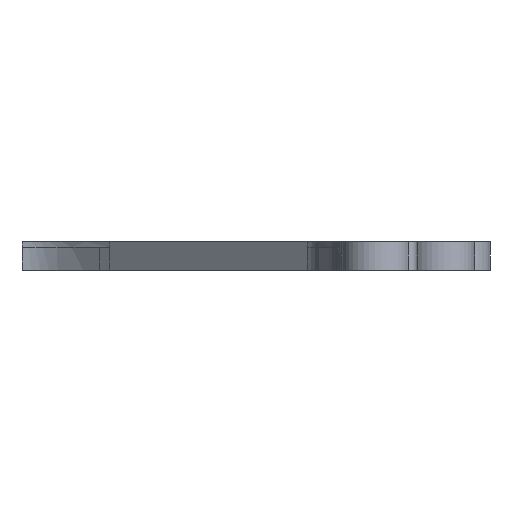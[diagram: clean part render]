
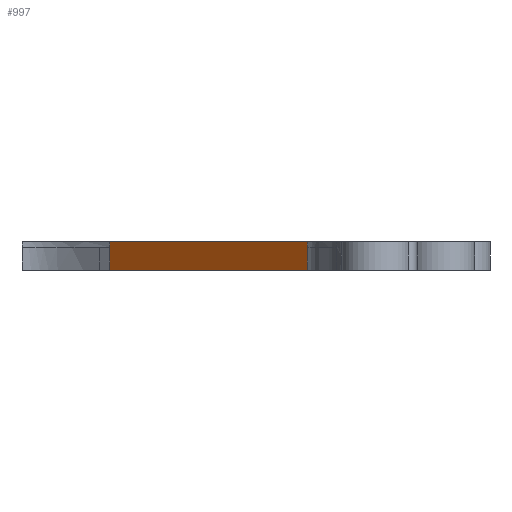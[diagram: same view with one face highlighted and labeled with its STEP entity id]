
A CAD part, left-side view. The second image highlights one B-rep face of the part: STEP entity #997.
In plain terms, the highlighted planar face has unit normal (-0.734, 0.679, 0).
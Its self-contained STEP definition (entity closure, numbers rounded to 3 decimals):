
#128=PLANE('',#1091);
#169=FACE_OUTER_BOUND('',#235,.T.);
#235=EDGE_LOOP('',(#761,#762,#763,#764,#765,#766));
#298=LINE('',#1644,#364);
#299=LINE('',#1674,#365);
#301=LINE('',#1688,#367);
#309=LINE('',#1789,#375);
#312=LINE('',#1826,#378);
#313=LINE('',#1827,#379);
#364=VECTOR('',#1170,10.);
#365=VECTOR('',#1171,10.);
#367=VECTOR('',#1175,10.);
#375=VECTOR('',#1243,10.);
#378=VECTOR('',#1248,10.);
#379=VECTOR('',#1249,10.);
#453=VERTEX_POINT('',#1616);
#454=VERTEX_POINT('',#1630);
#455=VERTEX_POINT('',#1661);
#457=VERTEX_POINT('',#1673);
#491=VERTEX_POINT('',#1778);
#494=VERTEX_POINT('',#1825);
#554=EDGE_CURVE('',#453,#454,#298,.T.);
#556=EDGE_CURVE('',#455,#457,#299,.T.);
#559=EDGE_CURVE('',#457,#454,#301,.T.);
#597=EDGE_CURVE('',#491,#455,#309,.T.);
#601=EDGE_CURVE('',#494,#491,#312,.T.);
#602=EDGE_CURVE('',#453,#494,#313,.T.);
#761=ORIENTED_EDGE('',*,*,#597,.F.);
#762=ORIENTED_EDGE('',*,*,#601,.F.);
#763=ORIENTED_EDGE('',*,*,#602,.F.);
#764=ORIENTED_EDGE('',*,*,#554,.T.);
#765=ORIENTED_EDGE('',*,*,#559,.F.);
#766=ORIENTED_EDGE('',*,*,#556,.F.);
#997=ADVANCED_FACE('',(#169),#128,.T.);
#1091=AXIS2_PLACEMENT_3D('',#1824,#1246,#1247);
#1170=DIRECTION('',(0.,0.,1.));
#1171=DIRECTION('',(0.,0.,1.));
#1175=DIRECTION('',(-0.679,-0.734,0.));
#1243=DIRECTION('',(0.,0.,1.));
#1246=DIRECTION('center_axis',(-0.734,0.679,0.));
#1247=DIRECTION('ref_axis',(-0.679,-0.734,0.));
#1248=DIRECTION('',(0.679,0.734,0.));
#1249=DIRECTION('',(0.,0.,-1.));
#1616=CARTESIAN_POINT('',(-56.289,-49.691,4.));
#1630=CARTESIAN_POINT('',(-56.289,-49.691,5.));
#1644=CARTESIAN_POINT('',(-56.289,-49.691,4.));
#1661=CARTESIAN_POINT('',(-24.496,-15.303,4.));
#1673=CARTESIAN_POINT('',(-24.496,-15.303,5.));
#1674=CARTESIAN_POINT('',(-24.496,-15.303,4.));
#1688=CARTESIAN_POINT('',(-67.828,-62.172,5.));
#1778=CARTESIAN_POINT('',(-24.496,-15.303,0.));
#1789=CARTESIAN_POINT('',(-24.496,-15.303,0.));
#1824=CARTESIAN_POINT('Origin',(-10.347,0.,
0.));
#1825=CARTESIAN_POINT('',(-56.289,-49.691,0.));
#1826=CARTESIAN_POINT('',(-67.828,-62.172,0.));
#1827=CARTESIAN_POINT('',(-56.289,-49.691,4.));
